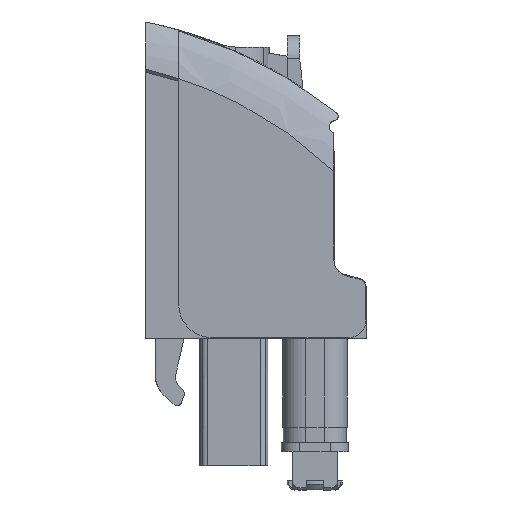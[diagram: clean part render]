
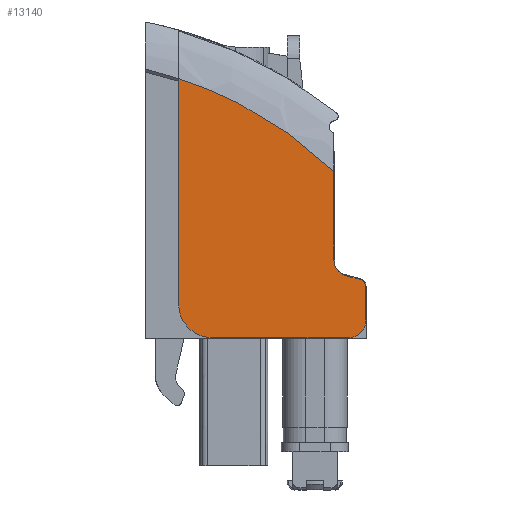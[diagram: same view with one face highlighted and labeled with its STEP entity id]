
A CAD part, left-side view. The second image highlights one B-rep face of the part: STEP entity #13140.
In plain terms, the highlighted planar face has unit normal (-1, 0, 0).
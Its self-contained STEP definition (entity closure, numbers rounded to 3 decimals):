
#5725=AXIS2_PLACEMENT_3D('Circle Axis2P3D',#5723,#5724,$) ;
#5789=AXIS2_PLACEMENT_3D('Circle Axis2P3D',#5787,#5788,$) ;
#5839=AXIS2_PLACEMENT_3D('Circle Axis2P3D',#5837,#5838,$) ;
#5889=AXIS2_PLACEMENT_3D('Circle Axis2P3D',#5887,#5888,$) ;
#13108=AXIS2_PLACEMENT_3D('Plane Axis2P3D',#13105,#13106,#13107) ;
#5720=CARTESIAN_POINT('Vertex',(0.,2.16,15.022)) ;
#5723=CARTESIAN_POINT('Axis2P3D Location',(0.,1.11,15.022)) ;
#5727=CARTESIAN_POINT('Vertex',(0.,1.381,14.008)) ;
#5762=CARTESIAN_POINT('Line Origine',(0.,0.912,13.882)) ;
#5766=CARTESIAN_POINT('Vertex',(0.,0.443,13.756)) ;
#5787=CARTESIAN_POINT('Axis2P3D Location',(0.,0.56,13.322)) ;
#5791=CARTESIAN_POINT('Vertex',(0.,0.11,13.33)) ;
#5812=CARTESIAN_POINT('Line Origine',(0.,0.091,12.225)) ;
#5816=CARTESIAN_POINT('Vertex',(0.,0.071,11.12)) ;
#5837=CARTESIAN_POINT('Axis2P3D Location',(0.,1.221,11.1)) ;
#5841=CARTESIAN_POINT('Vertex',(0.,1.221,9.95)) ;
#5862=CARTESIAN_POINT('Line Origine',(0.,5.661,9.95)) ;
#5866=CARTESIAN_POINT('Vertex',(0.,10.102,9.95)) ;
#5887=CARTESIAN_POINT('Axis2P3D Location',(0.,10.102,12.15)) ;
#5891=CARTESIAN_POINT('Vertex',(0.,12.302,12.1)) ;
#5928=CARTESIAN_POINT('Line Origine',(0.,12.302,19.493)) ;
#5932=CARTESIAN_POINT('Vertex',(0.,12.302,26.886)) ;
#13105=CARTESIAN_POINT('Axis2P3D Location',(0.,12.302,7.353)) ;
#13110=CARTESIAN_POINT('Line Origine',(0.,2.16,17.924)) ;
#13114=CARTESIAN_POINT('Vertex',(0.,2.16,20.826)) ;
#13118=CARTESIAN_POINT('Control Point',(0.,2.16,20.826)) ;
#13119=CARTESIAN_POINT('Control Point',(0.,3.406,22.03)) ;
#13120=CARTESIAN_POINT('Control Point',(0.,4.754,23.131)) ;
#13121=CARTESIAN_POINT('Control Point',(0.,6.19,24.116)) ;
#13122=CARTESIAN_POINT('Control Point',(0.,8.269,25.299)) ;
#13123=CARTESIAN_POINT('Control Point',(0.,10.462,26.235)) ;
#13124=CARTESIAN_POINT('Control Point',(0.,11.07,26.471)) ;
#13125=CARTESIAN_POINT('Control Point',(0.,11.683,26.688)) ;
#13126=CARTESIAN_POINT('Control Point',(0.,12.302,26.886)) ;
#5724=DIRECTION('Axis2P3D Direction',(1.,0.,0.)) ;
#5763=DIRECTION('Vector Direction',(0.,0.966,0.259)) ;
#5788=DIRECTION('Axis2P3D Direction',(1.,0.,0.)) ;
#5813=DIRECTION('Vector Direction',(0.,-0.017,-1.)) ;
#5838=DIRECTION('Axis2P3D Direction',(1.,0.,0.)) ;
#5863=DIRECTION('Vector Direction',(0.,1.,0.)) ;
#5888=DIRECTION('Axis2P3D Direction',(1.,0.,0.)) ;
#5929=DIRECTION('Vector Direction',(0.,0.,1.)) ;
#13106=DIRECTION('Axis2P3D Direction',(1.,0.,0.)) ;
#13107=DIRECTION('Axis2P3D XDirection',(0.,0.,1.)) ;
#13111=DIRECTION('Vector Direction',(0.,0.,-1.)) ;
#5764=VECTOR('Line Direction',#5763,1.) ;
#5814=VECTOR('Line Direction',#5813,1.) ;
#5864=VECTOR('Line Direction',#5863,1.) ;
#5930=VECTOR('Line Direction',#5929,1.) ;
#13112=VECTOR('Line Direction',#13111,1.) ;
#13129=ORIENTED_EDGE('',*,*,#5893,.F.) ;
#13130=ORIENTED_EDGE('',*,*,#5868,.F.) ;
#13131=ORIENTED_EDGE('',*,*,#5843,.F.) ;
#13132=ORIENTED_EDGE('',*,*,#5818,.F.) ;
#13133=ORIENTED_EDGE('',*,*,#5793,.F.) ;
#13134=ORIENTED_EDGE('',*,*,#5768,.T.) ;
#13135=ORIENTED_EDGE('',*,*,#5729,.T.) ;
#13136=ORIENTED_EDGE('',*,*,#13116,.F.) ;
#13137=ORIENTED_EDGE('',*,*,#13127,.T.) ;
#13138=ORIENTED_EDGE('',*,*,#5934,.F.) ;
#13140=ADVANCED_FACE('GEHAEUSE',(#13139),#13109,.F.) ;
#13117=B_SPLINE_CURVE_WITH_KNOTS('',5,(#13118,#13119,#13120,#13121,#13122,#13123,#13124,#13125,#13126),.UNSPECIFIED.,.F.,.U.,(6,3,6),(0.099,12.369,16.969),.UNSPECIFIED.) ;
#5726=CIRCLE('generated circle',#5725,1.05) ;
#5790=CIRCLE('generated circle',#5789,0.45) ;
#5840=CIRCLE('generated circle',#5839,1.15) ;
#5890=CIRCLE('generated circle',#5889,2.2) ;
#5729=EDGE_CURVE('',#5728,#5721,#5726,.T.) ;
#5768=EDGE_CURVE('',#5767,#5728,#5765,.T.) ;
#5793=EDGE_CURVE('',#5767,#5792,#5790,.T.) ;
#5818=EDGE_CURVE('',#5792,#5817,#5815,.T.) ;
#5843=EDGE_CURVE('',#5817,#5842,#5840,.T.) ;
#5868=EDGE_CURVE('',#5842,#5867,#5865,.T.) ;
#5893=EDGE_CURVE('',#5867,#5892,#5890,.T.) ;
#5934=EDGE_CURVE('',#5892,#5933,#5931,.T.) ;
#13116=EDGE_CURVE('',#13115,#5721,#13113,.T.) ;
#13127=EDGE_CURVE('',#13115,#5933,#13117,.T.) ;
#13128=EDGE_LOOP('',(#13129,#13130,#13131,#13132,#13133,#13134,#13135,#13136,#13137,#13138)) ;
#13139=FACE_OUTER_BOUND('',#13128,.T.) ;
#5765=LINE('Line',#5762,#5764) ;
#5815=LINE('Line',#5812,#5814) ;
#5865=LINE('Line',#5862,#5864) ;
#5931=LINE('Line',#5928,#5930) ;
#13113=LINE('Line',#13110,#13112) ;
#13109=PLANE('',#13108) ;
#5721=VERTEX_POINT('',#5720) ;
#5728=VERTEX_POINT('',#5727) ;
#5767=VERTEX_POINT('',#5766) ;
#5792=VERTEX_POINT('',#5791) ;
#5817=VERTEX_POINT('',#5816) ;
#5842=VERTEX_POINT('',#5841) ;
#5867=VERTEX_POINT('',#5866) ;
#5892=VERTEX_POINT('',#5891) ;
#5933=VERTEX_POINT('',#5932) ;
#13115=VERTEX_POINT('',#13114) ;
